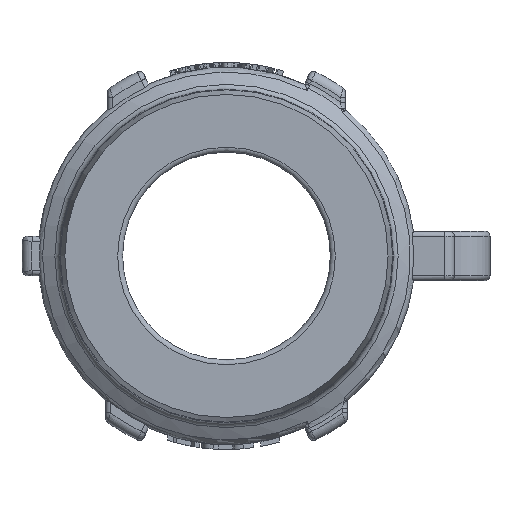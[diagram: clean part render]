
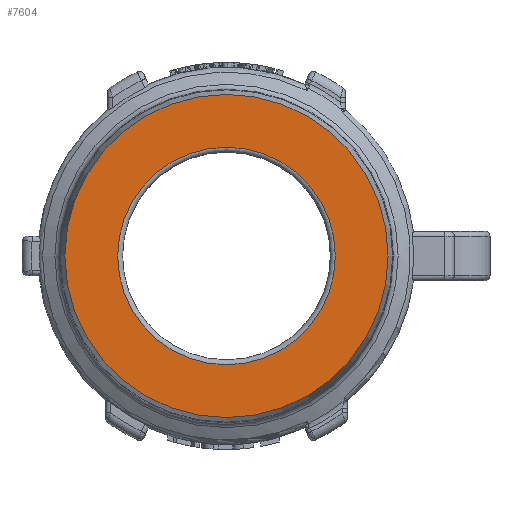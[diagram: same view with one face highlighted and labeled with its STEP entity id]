
A CAD part, left-side view. The second image highlights one B-rep face of the part: STEP entity #7604.
In plain terms, the highlighted planar face has unit normal (-1, 0, 0).
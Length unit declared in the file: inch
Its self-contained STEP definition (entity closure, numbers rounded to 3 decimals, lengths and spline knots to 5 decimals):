
#1709=PLANE($,#8093);
#1888=FACE_BOUND($,#2419,.T.);
#1957=FACE_OUTER_BOUND($,#2418,.T.);
#2418=EDGE_LOOP($,(#5222));
#2419=EDGE_LOOP($,(#5223));
#2951=CIRCLE($,#8092,0.68625);
#2952=CIRCLE($,#8094,1.01901);
#3227=VERTEX_POINT($,#10844);
#3228=VERTEX_POINT($,#10847);
#4015=EDGE_CURVE($,#3227,#3227,#2951,.T.);
#4016=EDGE_CURVE($,#3228,#3228,#2952,.T.);
#5222=ORIENTED_EDGE($,*,*,#4016,.F.);
#5223=ORIENTED_EDGE($,*,*,#4015,.F.);
#7604=ADVANCED_FACE($,(#1957,#1888),#1709,.T.);
#8092=AXIS2_PLACEMENT_3D($,#10845,#8697,#8698);
#8093=AXIS2_PLACEMENT_3D($,#10846,#8699,#8700);
#8094=AXIS2_PLACEMENT_3D($,#10848,#8701,#8702);
#8697=DIRECTION('center_axis',(-1.,0.,0.));
#8698=DIRECTION('ref_axis',(0.,-1.,0.));
#8699=DIRECTION('center_axis',(-1.,0.,0.));
#8700=DIRECTION('ref_axis',(0.,0.,1.));
#8701=DIRECTION('center_axis',(1.,0.,0.));
#8702=DIRECTION('ref_axis',(0.,0.,-1.));
#10844=CARTESIAN_POINT('',(-2.72,0.68625,0.));
#10845=CARTESIAN_POINT('Origin',(-2.72,0.,0.));
#10846=CARTESIAN_POINT('Origin',(-2.72,1.01901,0.));
#10847=CARTESIAN_POINT('',(-2.72,1.01901,0.));
#10848=CARTESIAN_POINT('Origin',(-2.72,0.,0.));
